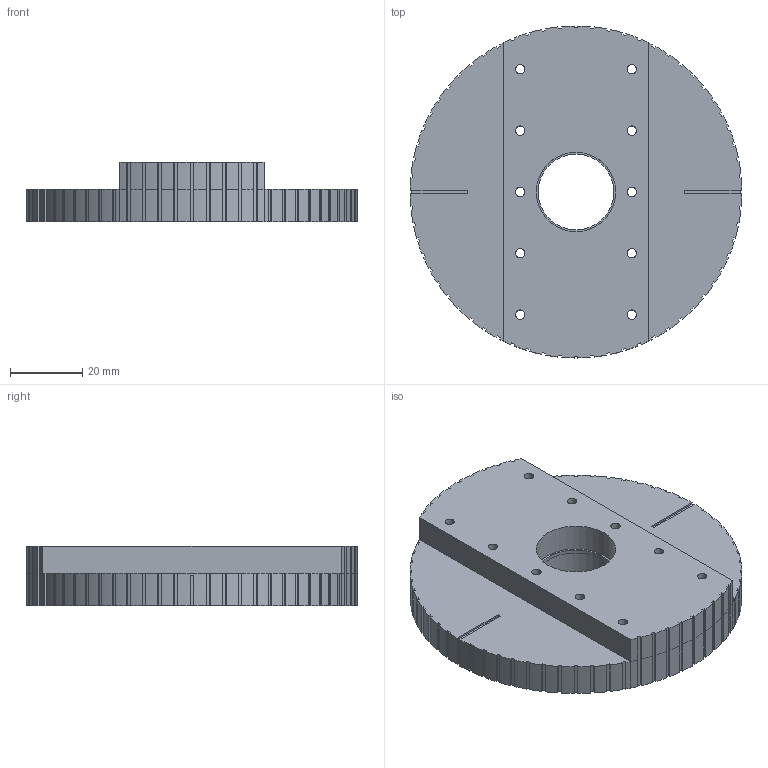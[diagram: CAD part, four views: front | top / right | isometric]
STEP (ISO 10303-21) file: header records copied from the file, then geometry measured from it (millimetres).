
FILE_DESCRIPTION(('FreeCAD Model'),'2;1');
FILE_NAME('TiltShoulderPlateGearedSide.step', '2020-11-26T03:10:51',('Author'),(''), 'Open CASCADE STEP processor 7.3','FreeCAD','Unknown');
FILE_SCHEMA(('AUTOMOTIVE_DESIGN { 1 0 10303 214 1 1 1 1 }'));
Length unit declared in the file: millimetre
Products named in the file (1): TiltShoulderPlateGearedSide001
Bounding box: 91.99 x 91.99 x 16.5 mm (x, y, z)
Volume: 77748.4 mm3; surface area: 21056.5 mm2
Topology: 1 solids, 1 shells, 397 faces, 1123 edges, 742 vertices
Faces by surface type: plane 290, cylinder 107
Full cylindrical faces by diameter (mm): 2.6 x16, 21 x1, 22 x2
Entity records: 26803 total; most frequent: CARTESIAN_POINT 5130, DIRECTION 3746, LINE 2364, VECTOR 2364, ORIENTED_EDGE 2246, PCURVE 2246, DEFINITIONAL_REPRESENTATION 2246, EDGE_CURVE 1123
